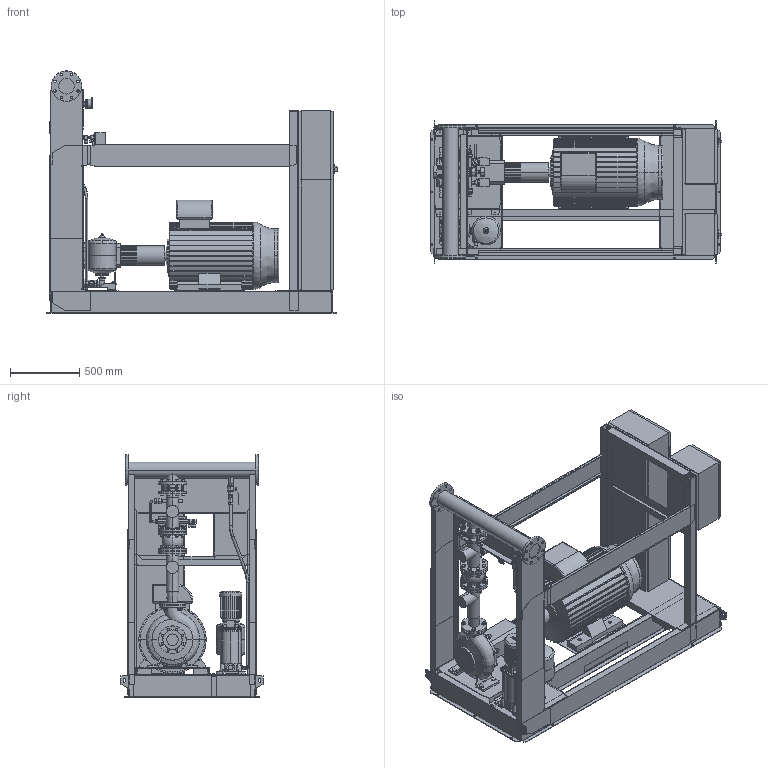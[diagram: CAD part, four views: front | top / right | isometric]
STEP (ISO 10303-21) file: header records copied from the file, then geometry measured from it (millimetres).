
FILE_DESCRIPTION((''),'2;1');
FILE_NAME('3d_Sifire-EN-65_250-259-55_1.1EJ-4183756.stp','2015-05-25T14:49:04',(''),(''),'Mechanical Desktop 2009','Mechanical Desktop 2009',', , ');
FILE_SCHEMA(('CONFIG_CONTROL_DESIGN'));
Length unit declared in the file: millimetre
Products named in the file (1): Product
Bounding box: 2105.5 x 1026 x 1750 mm (x, y, z)
Volume: 415588957.3 mm3; surface area: 26044212.8 mm2
Topology: 173 solids, 173 shells, 4157 faces, 10105 edges, 6392 vertices
Faces by surface type: plane 1571, bspline 1165, cylinder 863, cone 430, torus 98, sphere 30
Entity records: 134206 total; most frequent: CARTESIAN_POINT 41954, ORIENTED_EDGE 20158, DIRECTION 17667, EDGE_CURVE 10079, VERTEX_POINT 6391, AXIS2_PLACEMENT_3D 6134, VECTOR 5399, LINE 5399
